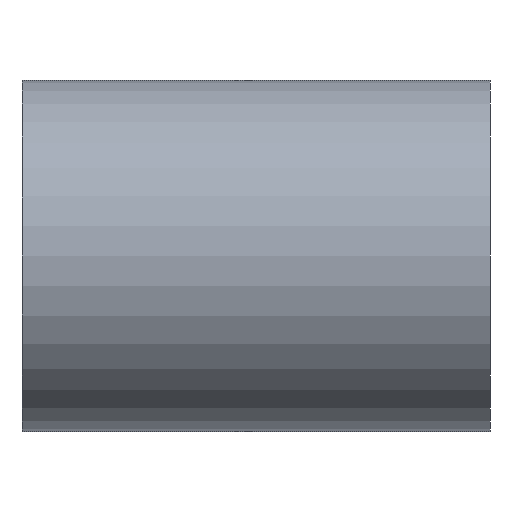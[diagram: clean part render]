
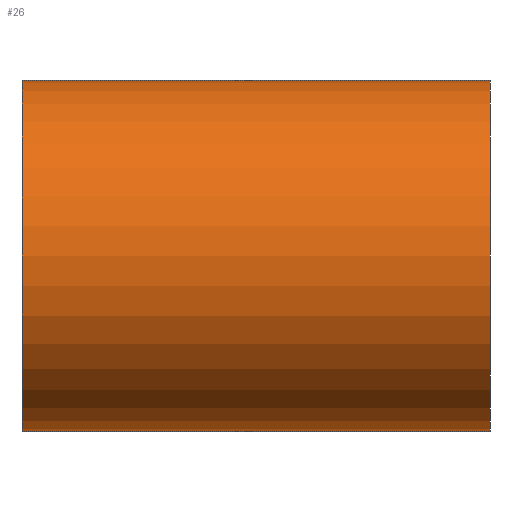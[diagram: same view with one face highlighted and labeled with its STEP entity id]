
A CAD part, left-side view. The second image highlights one B-rep face of the part: STEP entity #26.
In plain terms, the highlighted cylindrical face has radius 3 mm (diameter 6 mm), a partial arc.
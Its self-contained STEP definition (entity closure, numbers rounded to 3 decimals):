
#5 = LINE ( 'NONE', #112, #153 ) ;
#6 = DIRECTION ( 'NONE',  ( 0., 0., -1. ) ) ;
#15 = ORIENTED_EDGE ( 'NONE', *, *, #183, .T. ) ;
#18 = EDGE_CURVE ( 'NONE', #192, #196, #22, .T. ) ;
#22 = CIRCLE ( 'NONE', #174, 3. ) ;
#24 = CARTESIAN_POINT ( 'NONE',  ( 0., 4., 3. ) ) ;
#26 = ADVANCED_FACE ( 'NONE', ( #35 ), #97, .T. ) ;
#29 = CARTESIAN_POINT ( 'NONE',  ( 0., -4., 0. ) ) ;
#35 = FACE_OUTER_BOUND ( 'NONE', #141, .T. ) ;
#37 = CARTESIAN_POINT ( 'NONE',  ( 0., -4., -3. ) ) ;
#52 = VERTEX_POINT ( 'NONE', #37 ) ;
#68 = EDGE_CURVE ( 'NONE', #196, #169, #127, .T. ) ;
#78 = VECTOR ( 'NONE', #137, 1000. ) ;
#82 = DIRECTION ( 'NONE',  ( 0., 1., 0. ) ) ;
#83 = AXIS2_PLACEMENT_3D ( 'NONE', #29, #165, #107 ) ;
#91 = CARTESIAN_POINT ( 'NONE',  ( 0., 4., -3. ) ) ;
#94 = DIRECTION ( 'NONE',  ( 0., 0., 1. ) ) ;
#95 = AXIS2_PLACEMENT_3D ( 'NONE', #100, #156, #6 ) ;
#97 = CYLINDRICAL_SURFACE ( 'NONE', #95, 3. ) ;
#100 = CARTESIAN_POINT ( 'NONE',  ( 0., 4., 0. ) ) ;
#103 = EDGE_CURVE ( 'NONE', #192, #52, #5, .T. ) ;
#107 = DIRECTION ( 'NONE',  ( 0., 0., 1. ) ) ;
#109 = ORIENTED_EDGE ( 'NONE', *, *, #68, .F. ) ;
#112 = CARTESIAN_POINT ( 'NONE',  ( 0., 4., -3. ) ) ;
#124 = CIRCLE ( 'NONE', #83, 3. ) ;
#127 = LINE ( 'NONE', #24, #78 ) ;
#128 = ORIENTED_EDGE ( 'NONE', *, *, #103, .T. ) ;
#137 = DIRECTION ( 'NONE',  ( 0., -1., 0. ) ) ;
#141 = EDGE_LOOP ( 'NONE', ( #109, #181, #128, #15 ) ) ;
#148 = CARTESIAN_POINT ( 'NONE',  ( 0., 4., 3. ) ) ;
#153 = VECTOR ( 'NONE', #187, 1000. ) ;
#156 = DIRECTION ( 'NONE',  ( 0., -1., 0. ) ) ;
#158 = CARTESIAN_POINT ( 'NONE',  ( 0., 4., 0. ) ) ;
#164 = CARTESIAN_POINT ( 'NONE',  ( 0., -4., 3. ) ) ;
#165 = DIRECTION ( 'NONE',  ( 0., 1., 0. ) ) ;
#169 = VERTEX_POINT ( 'NONE', #164 ) ;
#174 = AXIS2_PLACEMENT_3D ( 'NONE', #158, #82, #94 ) ;
#181 = ORIENTED_EDGE ( 'NONE', *, *, #18, .F. ) ;
#183 = EDGE_CURVE ( 'NONE', #52, #169, #124, .T. ) ;
#187 = DIRECTION ( 'NONE',  ( 0., -1., 0. ) ) ;
#192 = VERTEX_POINT ( 'NONE', #91 ) ;
#196 = VERTEX_POINT ( 'NONE', #148 ) ;
